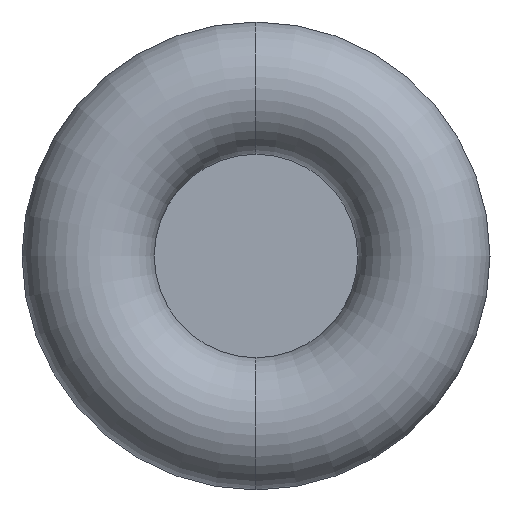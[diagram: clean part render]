
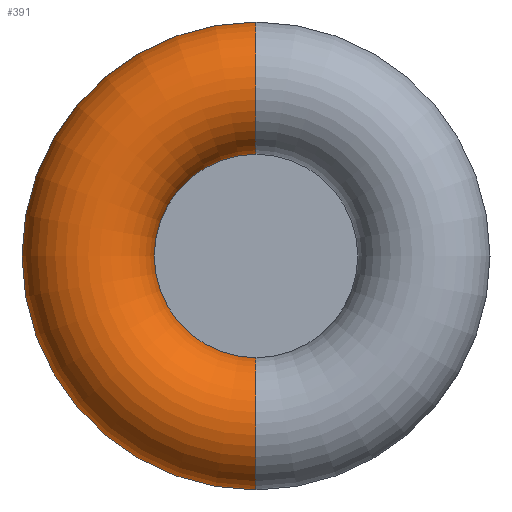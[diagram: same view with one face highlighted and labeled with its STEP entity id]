
A CAD part, left-side view. The second image highlights one B-rep face of the part: STEP entity #391.
In plain terms, the highlighted toroidal (fillet/blend) face has major radius 0.419 mm and minor radius 0.165 mm.
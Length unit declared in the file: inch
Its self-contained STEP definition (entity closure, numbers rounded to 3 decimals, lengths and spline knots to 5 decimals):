
#13 = ORIENTED_EDGE ( 'NONE', *, *, #477, .F. ) ;
#34 = AXIS2_PLACEMENT_3D ( 'NONE', #507, #503, #465 ) ;
#49 = DIRECTION ( 'NONE',  ( 0., 0., 1. ) ) ;
#50 = AXIS2_PLACEMENT_3D ( 'NONE', #346, #457, #606 ) ;
#55 = DIRECTION ( 'NONE',  ( -1., 0., 0. ) ) ;
#83 = CARTESIAN_POINT ( 'NONE',  ( 0.0065, 0., 0. ) ) ;
#91 = DIRECTION ( 'NONE',  ( 0., 0., 1. ) ) ;
#95 = DIRECTION ( 'NONE',  ( -1., 0., 0. ) ) ;
#100 = CARTESIAN_POINT ( 'NONE',  ( 0.0065, 0., 0. ) ) ;
#111 = CIRCLE ( 'NONE', #34, 0.01 ) ;
#117 = CIRCLE ( 'NONE', #50, 0.0065 ) ;
#133 = AXIS2_PLACEMENT_3D ( 'NONE', #159, #605, #530 ) ;
#138 = EDGE_LOOP ( 'NONE', ( #482, #614, #13, #270 ) ) ;
#152 = CIRCLE ( 'NONE', #133, 0.0065 ) ;
#159 = CARTESIAN_POINT ( 'NONE',  ( 0.0065, 0., -0.0165 ) ) ;
#174 = FACE_OUTER_BOUND ( 'NONE', #138, .T. ) ;
#177 = CARTESIAN_POINT ( 'NONE',  ( 0.0065, 0., 0.01 ) ) ;
#185 = TOROIDAL_SURFACE ( 'NONE', #196, 0.0165, 0.0065 ) ;
#191 = CIRCLE ( 'NONE', #209, 0.023 ) ;
#196 = AXIS2_PLACEMENT_3D ( 'NONE', #83, #55, #49 ) ;
#209 = AXIS2_PLACEMENT_3D ( 'NONE', #100, #95, #91 ) ;
#228 = CARTESIAN_POINT ( 'NONE',  ( 0.0065, 0., -0.023 ) ) ;
#270 = ORIENTED_EDGE ( 'NONE', *, *, #466, .F. ) ;
#346 = CARTESIAN_POINT ( 'NONE',  ( 0.0065, 0., 0.0165 ) ) ;
#359 = CARTESIAN_POINT ( 'NONE',  ( 0.0065, 0., -0.01 ) ) ;
#370 = VERTEX_POINT ( 'NONE', #228 ) ;
#374 = EDGE_CURVE ( 'NONE', #483, #370, #191, .T. ) ;
#391 = ADVANCED_FACE ( 'NONE', ( #174 ), #185, .T. ) ;
#431 = EDGE_CURVE ( 'NONE', #370, #556, #152, .T. ) ;
#457 = DIRECTION ( 'NONE',  ( 0., -1., 0. ) ) ;
#465 = DIRECTION ( 'NONE',  ( 0., 0., 1. ) ) ;
#466 = EDGE_CURVE ( 'NONE', #483, #531, #117, .T. ) ;
#477 = EDGE_CURVE ( 'NONE', #531, #556, #111, .T. ) ;
#482 = ORIENTED_EDGE ( 'NONE', *, *, #374, .T. ) ;
#483 = VERTEX_POINT ( 'NONE', #493 ) ;
#493 = CARTESIAN_POINT ( 'NONE',  ( 0.0065, 0., 0.023 ) ) ;
#503 = DIRECTION ( 'NONE',  ( -1., 0., 0. ) ) ;
#507 = CARTESIAN_POINT ( 'NONE',  ( 0.0065, 0., 0. ) ) ;
#530 = DIRECTION ( 'NONE',  ( 0., 0., 1. ) ) ;
#531 = VERTEX_POINT ( 'NONE', #177 ) ;
#556 = VERTEX_POINT ( 'NONE', #359 ) ;
#605 = DIRECTION ( 'NONE',  ( 0., 1., 0. ) ) ;
#606 = DIRECTION ( 'NONE',  ( 0., 0., -1. ) ) ;
#614 = ORIENTED_EDGE ( 'NONE', *, *, #431, .T. ) ;
